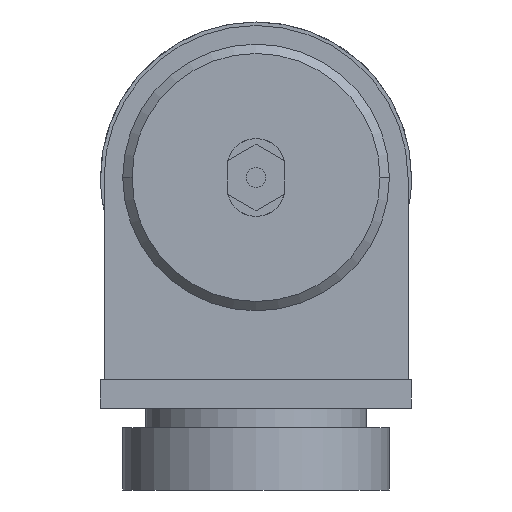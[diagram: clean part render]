
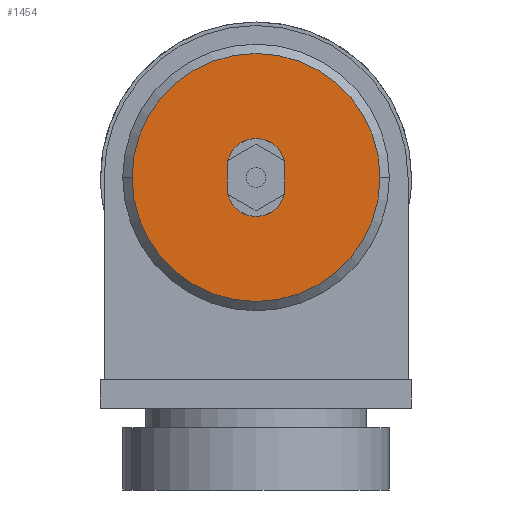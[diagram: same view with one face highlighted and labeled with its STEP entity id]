
A CAD part, front view. The second image highlights one B-rep face of the part: STEP entity #1454.
In plain terms, the highlighted face is planar.
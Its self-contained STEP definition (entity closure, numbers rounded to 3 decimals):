
#12 = DIRECTION ( 'NONE',  ( 1., 0., 0. ) ) ;
#16 = CARTESIAN_POINT ( 'NONE',  ( -9.25, -3.25, 0. ) ) ;
#100 = VERTEX_POINT ( 'NONE', #821 ) ;
#115 = DIRECTION ( 'NONE',  ( 1., 0., 0. ) ) ;
#142 = CARTESIAN_POINT ( 'NONE',  ( 39.875, 0., 0. ) ) ;
#151 = EDGE_CURVE ( 'NONE', #1563, #2209, #737, .T. ) ;
#227 = AXIS2_PLACEMENT_3D ( 'NONE', #354, #1774, #12 ) ;
#328 = CARTESIAN_POINT ( 'NONE',  ( 0., -3.25, 0. ) ) ;
#354 = CARTESIAN_POINT ( 'NONE',  ( 0., 0., 0. ) ) ;
#359 = PLANE ( 'NONE',  #1812 ) ;
#403 = DIRECTION ( 'NONE',  ( 0., -1., 0. ) ) ;
#430 = EDGE_LOOP ( 'NONE', ( #1487, #550 ) ) ;
#504 = DIRECTION ( 'NONE',  ( 0., 0., 1. ) ) ;
#550 = ORIENTED_EDGE ( 'NONE', *, *, #151, .T. ) ;
#669 = CIRCLE ( 'NONE', #227, 39.875 ) ;
#697 = DIRECTION ( 'NONE',  ( 0., 1., 0. ) ) ;
#710 = CARTESIAN_POINT ( 'NONE',  ( 0., 0., 0. ) ) ;
#735 = VECTOR ( 'NONE', #403, 1000. ) ;
#737 = CIRCLE ( 'NONE', #1851, 39.875 ) ;
#754 = CARTESIAN_POINT ( 'NONE',  ( 9.25, -3.25, 0. ) ) ;
#817 = EDGE_CURVE ( 'NONE', #2209, #1563, #669, .T. ) ;
#821 = CARTESIAN_POINT ( 'NONE',  ( -9.25, -3.25, 0. ) ) ;
#877 = LINE ( 'NONE', #1587, #1490 ) ;
#916 = CARTESIAN_POINT ( 'NONE',  ( 0., 0., 0. ) ) ;
#1005 = ORIENTED_EDGE ( 'NONE', *, *, #1579, .F. ) ;
#1215 = EDGE_CURVE ( 'NONE', #100, #1337, #1636, .T. ) ;
#1227 = DIRECTION ( 'NONE',  ( 1., 0., 0. ) ) ;
#1263 = CARTESIAN_POINT ( 'NONE',  ( 9.25, 3.25, 0. ) ) ;
#1266 = LINE ( 'NONE', #16, #735 ) ;
#1270 = CIRCLE ( 'NONE', #1889, 9.25 ) ;
#1337 = VERTEX_POINT ( 'NONE', #754 ) ;
#1436 = DIRECTION ( 'NONE',  ( 1., 0., 0. ) ) ;
#1454 = ADVANCED_FACE ( 'NONE', ( #1759, #2096 ), #359, .T. ) ;
#1487 = ORIENTED_EDGE ( 'NONE', *, *, #817, .T. ) ;
#1490 = VECTOR ( 'NONE', #697, 1000. ) ;
#1563 = VERTEX_POINT ( 'NONE', #142 ) ;
#1579 = EDGE_CURVE ( 'NONE', #1337, #1870, #877, .T. ) ;
#1587 = CARTESIAN_POINT ( 'NONE',  ( 9.25, -3.25, 0. ) ) ;
#1600 = VERTEX_POINT ( 'NONE', #1769 ) ;
#1614 = CARTESIAN_POINT ( 'NONE',  ( -39.875, 0., 0. ) ) ;
#1625 = DIRECTION ( 'NONE',  ( 1., 0., 0. ) ) ;
#1636 = CIRCLE ( 'NONE', #2081, 9.25 ) ;
#1641 = ORIENTED_EDGE ( 'NONE', *, *, #1215, .F. ) ;
#1691 = EDGE_CURVE ( 'NONE', #1600, #100, #1266, .T. ) ;
#1695 = EDGE_LOOP ( 'NONE', ( #1641, #2168, #1863, #1005 ) ) ;
#1748 = DIRECTION ( 'NONE',  ( 0., 0., 1. ) ) ;
#1759 = FACE_OUTER_BOUND ( 'NONE', #430, .T. ) ;
#1769 = CARTESIAN_POINT ( 'NONE',  ( -9.25, 3.25, 0. ) ) ;
#1773 = DIRECTION ( 'NONE',  ( 0., 0., 1. ) ) ;
#1774 = DIRECTION ( 'NONE',  ( 0., 0., 1. ) ) ;
#1812 = AXIS2_PLACEMENT_3D ( 'NONE', #710, #1748, #1436 ) ;
#1827 = DIRECTION ( 'NONE',  ( 0., 0., 1. ) ) ;
#1851 = AXIS2_PLACEMENT_3D ( 'NONE', #916, #1773, #1625 ) ;
#1863 = ORIENTED_EDGE ( 'NONE', *, *, #1977, .F. ) ;
#1870 = VERTEX_POINT ( 'NONE', #1263 ) ;
#1889 = AXIS2_PLACEMENT_3D ( 'NONE', #2013, #1827, #115 ) ;
#1977 = EDGE_CURVE ( 'NONE', #1870, #1600, #1270, .T. ) ;
#2013 = CARTESIAN_POINT ( 'NONE',  ( 0., 3.25, 0. ) ) ;
#2081 = AXIS2_PLACEMENT_3D ( 'NONE', #328, #504, #1227 ) ;
#2096 = FACE_BOUND ( 'NONE', #1695, .T. ) ;
#2168 = ORIENTED_EDGE ( 'NONE', *, *, #1691, .F. ) ;
#2209 = VERTEX_POINT ( 'NONE', #1614 ) ;
